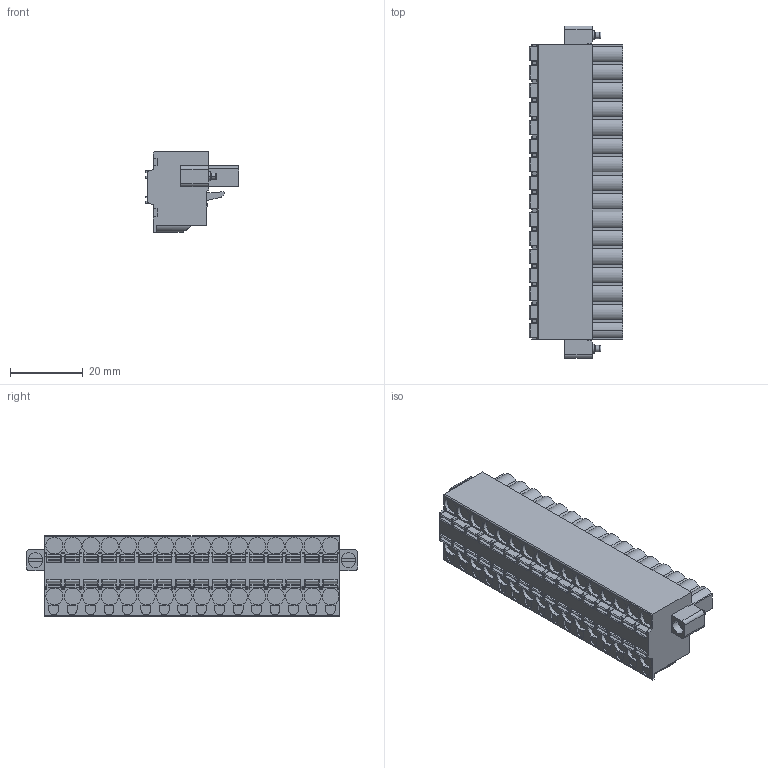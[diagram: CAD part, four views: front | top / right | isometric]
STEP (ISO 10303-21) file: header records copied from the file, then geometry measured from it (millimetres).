
FILE_DESCRIPTION((''),'2;1');
FILE_NAME('000','2024-10-11T15:36:43',('tluser'),(''),'CREO PARAMETRIC BY PTC INC, 2018100','CREO PARAMETRIC BY PTC INC, 2018100','');
FILE_SCHEMA(('CONFIG_CONTROL_DESIGN'));
Length unit declared in the file: millimetre
Products named in the file (1): 000
Bounding box: 25.72 x 91.44 x 22.1 mm (x, y, z)
Volume: 29751.4 mm3; surface area: 11239.8 mm2
Topology: 1 solids, 1 shells, 1319 faces, 3530 edges, 2342 vertices
Faces by surface type: plane 801, cylinder 506, cone 4, torus 4, bspline 4
Entity records: 41473 total; most frequent: CARTESIAN_POINT 7634, DIRECTION 7060, ORIENTED_EDGE 7052, EDGE_CURVE 3526, VECTOR 2438, LINE 2438, VERTEX_POINT 2342, AXIS2_PLACEMENT_3D 2311
